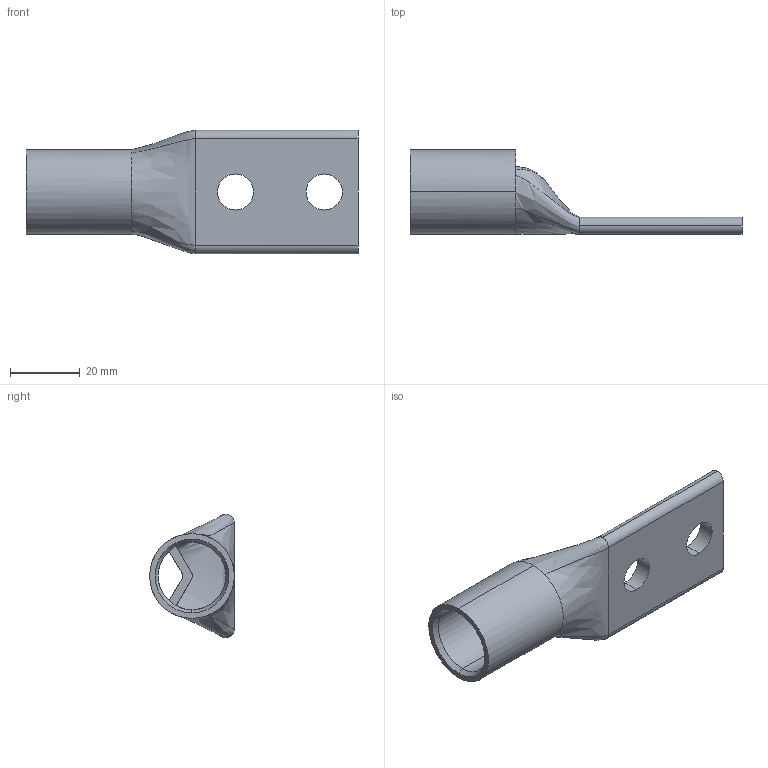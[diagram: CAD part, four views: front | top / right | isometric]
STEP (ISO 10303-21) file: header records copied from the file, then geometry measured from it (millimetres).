
FILE_DESCRIPTION (( 'STEP AP203' ), '1' );
FILE_NAME ('BLU-040D-2TC38-1.step', '2024-09-09T18:04:41', ( '' ), ( '' ), 'SwSTEP 2.0', 'SolidWorks 2023', '' );
FILE_SCHEMA (( 'CONFIG_CONTROL_DESIGN' ));
Length unit declared in the file: inch
Products named in the file (1): BLU-040D-2TC38-1
Bounding box: 95 x 24.21 x 35.31 mm (x, y, z)
Volume: 14696.5 mm3; surface area: 10776.4 mm2
Topology: 1 solids, 1 shells, 44 faces, 115 edges, 72 vertices
Faces by surface type: bspline 18, cylinder 13, plane 11, cone 2
Entity records: 2106 total; most frequent: CARTESIAN_POINT 1068, ORIENTED_EDGE 230, DIRECTION 153, EDGE_CURVE 115, VERTEX_POINT 72, AXIS2_PLACEMENT_3D 59, EDGE_LOOP 49, B_SPLINE_CURVE_WITH_KNOTS 48
